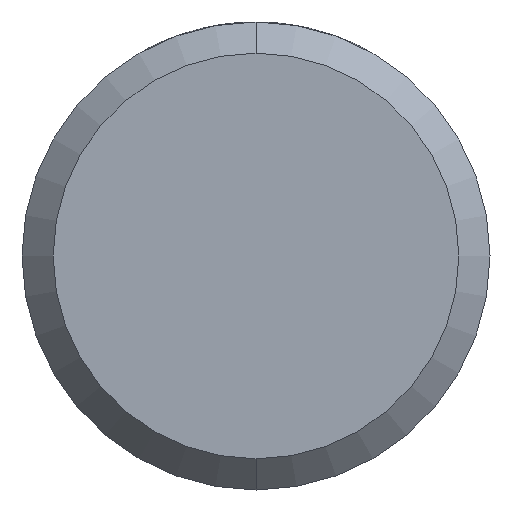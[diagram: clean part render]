
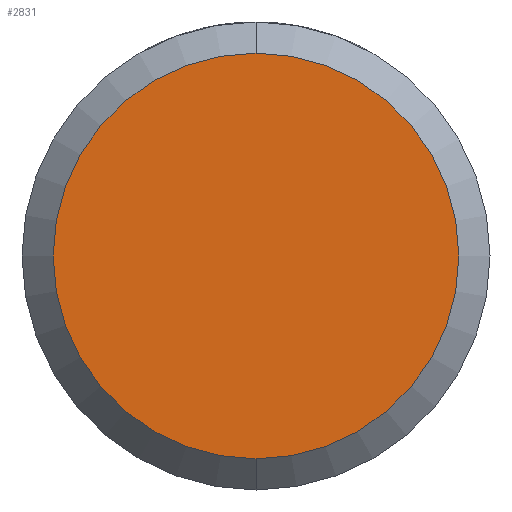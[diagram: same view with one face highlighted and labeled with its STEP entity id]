
A CAD part, front view. The second image highlights one B-rep face of the part: STEP entity #2831.
In plain terms, the highlighted planar face has unit normal (0, -1, 0).
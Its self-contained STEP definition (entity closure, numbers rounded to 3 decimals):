
#354 = CARTESIAN_POINT ( 'NONE',  ( 0., -40., 0. ) ) ;
#621 = DIRECTION ( 'NONE',  ( 0., -1., 0. ) ) ;
#888 = CIRCLE ( 'NONE', #1076, 1.3 ) ;
#939 = DIRECTION ( 'NONE',  ( 0., -1., 0. ) ) ;
#1061 = FACE_OUTER_BOUND ( 'NONE', #3097, .T. ) ;
#1076 = AXIS2_PLACEMENT_3D ( 'NONE', #2552, #939, #3308 ) ;
#1484 = CARTESIAN_POINT ( 'NONE',  ( 0., -40., -1.3 ) ) ;
#1672 = ORIENTED_EDGE ( 'NONE', *, *, #2824, .T. ) ;
#1864 = AXIS2_PLACEMENT_3D ( 'NONE', #3086, #2245, #2000 ) ;
#2000 = DIRECTION ( 'NONE',  ( 0., 0., 1. ) ) ;
#2099 = VERTEX_POINT ( 'NONE', #2697 ) ;
#2245 = DIRECTION ( 'NONE',  ( 0., 1., 0. ) ) ;
#2319 = CIRCLE ( 'NONE', #2443, 1.3 ) ;
#2443 = AXIS2_PLACEMENT_3D ( 'NONE', #354, #621, #2768 ) ;
#2478 = VERTEX_POINT ( 'NONE', #1484 ) ;
#2520 = PLANE ( 'NONE',  #1864 ) ;
#2552 = CARTESIAN_POINT ( 'NONE',  ( 0., -40., 0. ) ) ;
#2697 = CARTESIAN_POINT ( 'NONE',  ( 0., -40., 1.3 ) ) ;
#2768 = DIRECTION ( 'NONE',  ( 0., 0., 1. ) ) ;
#2824 = EDGE_CURVE ( 'Defeature ausgef�hrt4_4+Defeature ausgef�hrt4_5+Defeature ausgef�hrt4_5+Defeature ausgef�hrt4_5', #2478, #2099, #2319, .T. ) ;
#2831 = ADVANCED_FACE ( 'Defeature ausgef�hrt4_4', ( #1061 ), #2520, .F. ) ;
#2876 = EDGE_CURVE ( 'Defeature ausgef�hrt4_4+Defeature ausgef�hrt4_5+Defeature ausgef�hrt4_5+Defeature ausgef�hrt4_5', #2099, #2478, #888, .T. ) ;
#3086 = CARTESIAN_POINT ( 'NONE',  ( 1.5, -40., 0. ) ) ;
#3097 = EDGE_LOOP ( 'NONE', ( #3311, #1672 ) ) ;
#3308 = DIRECTION ( 'NONE',  ( 0., 0., 1. ) ) ;
#3311 = ORIENTED_EDGE ( 'NONE', *, *, #2876, .T. ) ;
